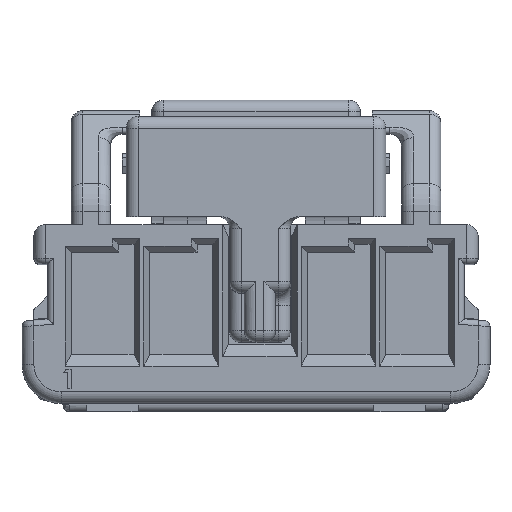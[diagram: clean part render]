
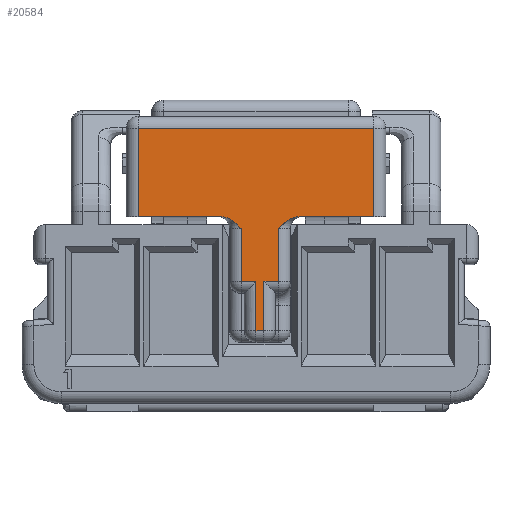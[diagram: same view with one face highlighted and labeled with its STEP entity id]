
A CAD part, top view. The second image highlights one B-rep face of the part: STEP entity #20584.
In plain terms, the highlighted planar face has unit normal (0, 0, 1).
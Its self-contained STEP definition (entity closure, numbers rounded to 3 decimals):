
#294 = LINE ( 'NONE', #18310, #15919 ) ;
#349 = EDGE_CURVE ( 'NONE', #28978, #17750, #26610, .T. ) ;
#435 = ORIENTED_EDGE ( 'NONE', *, *, #29780, .T. ) ;
#898 = ORIENTED_EDGE ( 'NONE', *, *, #31761, .T. ) ;
#1219 = CARTESIAN_POINT ( 'NONE',  ( 0.897, 0.16, 7.6 ) ) ;
#1375 = ORIENTED_EDGE ( 'NONE', *, *, #24170, .T. ) ;
#1394 = EDGE_CURVE ( 'NONE', #24416, #29048, #8344, .T. ) ;
#1681 = FACE_OUTER_BOUND ( 'NONE', #25862, .T. ) ;
#1804 = CARTESIAN_POINT ( 'NONE',  ( -0.38, -0.1, 7.6 ) ) ;
#2408 = EDGE_CURVE ( 'NONE', #18592, #28002, #8195, .T. ) ;
#2610 = DIRECTION ( 'NONE',  ( 1., 0., 0. ) ) ;
#2621 = VECTOR ( 'NONE', #9800, 1000. ) ;
#2819 = DIRECTION ( 'NONE',  ( -1., 0., 0. ) ) ;
#3635 = VECTOR ( 'NONE', #16274, 1000. ) ;
#4226 = CARTESIAN_POINT ( 'NONE',  ( 0.58, -1.45, 7.6 ) ) ;
#4545 = CARTESIAN_POINT ( 'NONE',  ( -3., 0.2, 7.6 ) ) ;
#6019 = ORIENTED_EDGE ( 'NONE', *, *, #349, .T. ) ;
#6496 = CARTESIAN_POINT ( 'NONE',  ( 0.996, 0.2, 7.6 ) ) ;
#6730 = CARTESIAN_POINT ( 'NONE',  ( 0.2, -1.45, 7.6 ) ) ;
#6833 = CARTESIAN_POINT ( 'NONE',  ( 1.1, 0.2, 7.6 ) ) ;
#6954 = CARTESIAN_POINT ( 'NONE',  ( 0., 0.2, 7.6 ) ) ;
#7587 = LINE ( 'NONE', #17945, #23766 ) ;
#7753 = CARTESIAN_POINT ( 'NONE',  ( -0.697, 0.16, 7.6 ) ) ;
#7821 = ORIENTED_EDGE ( 'NONE', *, *, #14126, .T. ) ;
#7838 = EDGE_CURVE ( 'NONE', #11738, #11419, #294, .T. ) ;
#7873 = DIRECTION ( 'NONE',  ( 0., -1., 0. ) ) ;
#7925 = CARTESIAN_POINT ( 'NONE',  ( 1.1, 0.2, 7.6 ) ) ;
#8059 = LINE ( 'NONE', #16034, #16973 ) ;
#8090 = B_SPLINE_CURVE_WITH_KNOTS ( 'NONE', 3,
 ( #31750, #8418, #7753, #13046, #23429, #10482 ),
 .UNSPECIFIED., .F., .F.,
 ( 4, 2, 4 ),
 ( 0., 0., 0.001 ),
 .UNSPECIFIED. ) ;
#8195 = LINE ( 'NONE', #31372, #17000 ) ;
#8344 = B_SPLINE_CURVE_WITH_KNOTS ( 'NONE', 3,
 ( #14635, #11939, #22143, #1219, #6496, #6833 ),
 .UNSPECIFIED., .F., .F.,
 ( 4, 2, 4 ),
 ( 0., 0., 0.001 ),
 .UNSPECIFIED. ) ;
#8418 = CARTESIAN_POINT ( 'NONE',  ( -0.796, 0.2, 7.6 ) ) ;
#8529 = DIRECTION ( 'NONE',  ( 1., 0., 0. ) ) ;
#9001 = ORIENTED_EDGE ( 'NONE', *, *, #1394, .T. ) ;
#9486 = VERTEX_POINT ( 'NONE', #23916 ) ;
#9703 = VERTEX_POINT ( 'NONE', #27628 ) ;
#9800 = DIRECTION ( 'NONE',  ( 0., -1., 0. ) ) ;
#10187 = CARTESIAN_POINT ( 'NONE',  ( -0.38, -1.45, 7.6 ) ) ;
#10350 = CARTESIAN_POINT ( 'NONE',  ( -0.9, 0.2, 7.6 ) ) ;
#10482 = CARTESIAN_POINT ( 'NONE',  ( -0.38, -0.1, 7.6 ) ) ;
#11081 = ORIENTED_EDGE ( 'NONE', *, *, #2408, .T. ) ;
#11184 = EDGE_CURVE ( 'NONE', #21154, #9486, #8059, .T. ) ;
#11419 = VERTEX_POINT ( 'NONE', #4226 ) ;
#11654 = DIRECTION ( 'NONE',  ( 0., 1., 0. ) ) ;
#11738 = VERTEX_POINT ( 'NONE', #6730 ) ;
#11939 = CARTESIAN_POINT ( 'NONE',  ( 0.653, -0.027, 7.6 ) ) ;
#12136 = VECTOR ( 'NONE', #7873, 1000. ) ;
#12838 = ORIENTED_EDGE ( 'NONE', *, *, #14094, .F. ) ;
#13046 = CARTESIAN_POINT ( 'NONE',  ( -0.526, 0.046, 7.6 ) ) ;
#13053 = CARTESIAN_POINT ( 'NONE',  ( -3.3, 0.2, 7.6 ) ) ;
#13657 = ORIENTED_EDGE ( 'NONE', *, *, #11184, .T. ) ;
#14094 = EDGE_CURVE ( 'NONE', #21154, #33361, #7587, .T. ) ;
#14126 = EDGE_CURVE ( 'NONE', #27792, #11738, #25801, .T. ) ;
#14537 = LINE ( 'NONE', #24924, #2621 ) ;
#14635 = CARTESIAN_POINT ( 'NONE',  ( 0.58, -0.1, 7.6 ) ) ;
#14937 = DIRECTION ( 'NONE',  ( 0., -1., 0. ) ) ;
#15919 = VECTOR ( 'NONE', #28742, 1000. ) ;
#16034 = CARTESIAN_POINT ( 'NONE',  ( -3.3, 2.45, 7.6 ) ) ;
#16134 = VECTOR ( 'NONE', #11654, 1000. ) ;
#16142 = CARTESIAN_POINT ( 'NONE',  ( 0.58, -0.1, 7.6 ) ) ;
#16157 = ORIENTED_EDGE ( 'NONE', *, *, #7838, .T. ) ;
#16274 = DIRECTION ( 'NONE',  ( 0., 1., 0. ) ) ;
#16973 = VECTOR ( 'NONE', #2819, 1000. ) ;
#17000 = VECTOR ( 'NONE', #8529, 1000. ) ;
#17750 = VERTEX_POINT ( 'NONE', #10350 ) ;
#17945 = CARTESIAN_POINT ( 'NONE',  ( 3., 0.2, 7.6 ) ) ;
#18227 = CARTESIAN_POINT ( 'NONE',  ( 0., -1.45, 7.6 ) ) ;
#18310 = CARTESIAN_POINT ( 'NONE',  ( 0.88, -1.45, 7.6 ) ) ;
#18587 = VECTOR ( 'NONE', #14937, 1000. ) ;
#18592 = VERTEX_POINT ( 'NONE', #10187 ) ;
#18822 = VERTEX_POINT ( 'NONE', #1804 ) ;
#19123 = EDGE_CURVE ( 'NONE', #18822, #18592, #21469, .T. ) ;
#19630 = AXIS2_PLACEMENT_3D ( 'NONE', #25678, #22774, #25504 ) ;
#20191 = VECTOR ( 'NONE', #21364, 1000. ) ;
#20584 = ADVANCED_FACE ( 'NONE', ( #1681 ), #30494, .F. ) ;
#21154 = VERTEX_POINT ( 'NONE', #22823 ) ;
#21364 = DIRECTION ( 'NONE',  ( 1., 0., 0. ) ) ;
#21469 = LINE ( 'NONE', #23377, #12136 ) ;
#22143 = CARTESIAN_POINT ( 'NONE',  ( 0.726, 0.046, 7.6 ) ) ;
#22224 = VECTOR ( 'NONE', #25017, 1000. ) ;
#22287 = ORIENTED_EDGE ( 'NONE', *, *, #31374, .T. ) ;
#22291 = CARTESIAN_POINT ( 'NONE',  ( -3.3, 0.2, 7.6 ) ) ;
#22472 = CARTESIAN_POINT ( 'NONE',  ( 3., 0.2, 7.6 ) ) ;
#22618 = EDGE_CURVE ( 'NONE', #9703, #27792, #25917, .T. ) ;
#22774 = DIRECTION ( 'NONE',  ( 0., 0., -1. ) ) ;
#22823 = CARTESIAN_POINT ( 'NONE',  ( 3., 2.45, 7.6 ) ) ;
#23377 = CARTESIAN_POINT ( 'NONE',  ( -0.38, 0.2, 7.6 ) ) ;
#23427 = DIRECTION ( 'NONE',  ( 0., -1., 0. ) ) ;
#23429 = CARTESIAN_POINT ( 'NONE',  ( -0.452, -0.028, 7.6 ) ) ;
#23766 = VECTOR ( 'NONE', #23427, 1000. ) ;
#23916 = CARTESIAN_POINT ( 'NONE',  ( -3., 2.45, 7.6 ) ) ;
#24170 = EDGE_CURVE ( 'NONE', #17750, #18822, #8090, .T. ) ;
#24399 = ORIENTED_EDGE ( 'NONE', *, *, #33689, .T. ) ;
#24416 = VERTEX_POINT ( 'NONE', #16142 ) ;
#24520 = LINE ( 'NONE', #22291, #22224 ) ;
#24924 = CARTESIAN_POINT ( 'NONE',  ( -3., 0.2, 7.6 ) ) ;
#24985 = LINE ( 'NONE', #6954, #18587 ) ;
#25017 = DIRECTION ( 'NONE',  ( 1., 0., 0. ) ) ;
#25504 = DIRECTION ( 'NONE',  ( 0., 1., 0. ) ) ;
#25678 = CARTESIAN_POINT ( 'NONE',  ( 0.88, 0.2, 7.6 ) ) ;
#25801 = LINE ( 'NONE', #29886, #16134 ) ;
#25862 = EDGE_LOOP ( 'NONE', ( #435, #9001, #898, #12838, #13657, #22287, #6019, #1375, #30070, #11081, #24399, #31108, #7821, #16157 ) ) ;
#25917 = LINE ( 'NONE', #31377, #31521 ) ;
#26000 = LINE ( 'NONE', #31964, #3635 ) ;
#26150 = CARTESIAN_POINT ( 'NONE',  ( 0.2, -2.7, 7.6 ) ) ;
#26610 = LINE ( 'NONE', #13053, #20191 ) ;
#27628 = CARTESIAN_POINT ( 'NONE',  ( 0., -2.7, 7.6 ) ) ;
#27792 = VERTEX_POINT ( 'NONE', #26150 ) ;
#28002 = VERTEX_POINT ( 'NONE', #18227 ) ;
#28742 = DIRECTION ( 'NONE',  ( 1., 0., 0. ) ) ;
#28978 = VERTEX_POINT ( 'NONE', #4545 ) ;
#29048 = VERTEX_POINT ( 'NONE', #7925 ) ;
#29780 = EDGE_CURVE ( 'NONE', #11419, #24416, #26000, .T. ) ;
#29886 = CARTESIAN_POINT ( 'NONE',  ( 0.2, -1.75, 7.6 ) ) ;
#30070 = ORIENTED_EDGE ( 'NONE', *, *, #19123, .T. ) ;
#30494 = PLANE ( 'NONE',  #19630 ) ;
#31108 = ORIENTED_EDGE ( 'NONE', *, *, #22618, .T. ) ;
#31372 = CARTESIAN_POINT ( 'NONE',  ( 0.88, -1.45, 7.6 ) ) ;
#31374 = EDGE_CURVE ( 'NONE', #9486, #28978, #14537, .T. ) ;
#31377 = CARTESIAN_POINT ( 'NONE',  ( 0.88, -2.7, 7.6 ) ) ;
#31521 = VECTOR ( 'NONE', #2610, 1000. ) ;
#31750 = CARTESIAN_POINT ( 'NONE',  ( -0.9, 0.2, 7.6 ) ) ;
#31761 = EDGE_CURVE ( 'NONE', #29048, #33361, #24520, .T. ) ;
#31964 = CARTESIAN_POINT ( 'NONE',  ( 0.58, 0.2, 7.6 ) ) ;
#33361 = VERTEX_POINT ( 'NONE', #22472 ) ;
#33689 = EDGE_CURVE ( 'NONE', #28002, #9703, #24985, .T. ) ;
